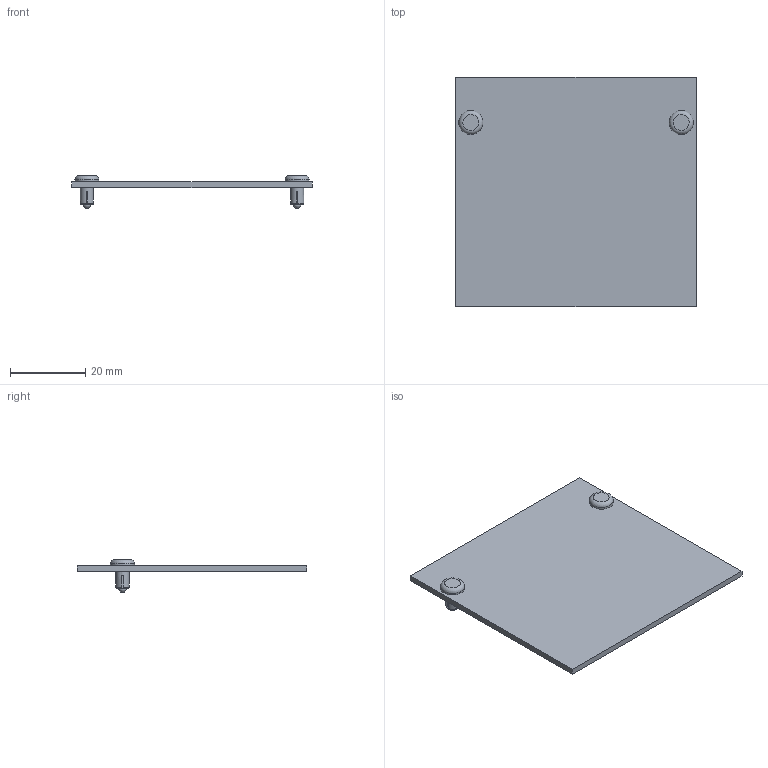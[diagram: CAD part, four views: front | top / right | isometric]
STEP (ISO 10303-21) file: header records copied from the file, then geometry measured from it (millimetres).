
FILE_DESCRIPTION(('Open CASCADE Model'),'2;1');
FILE_NAME('Open CASCADE Shape Model','2020-10-10T14:57:03',('Author'),( 'Open CASCADE'),'Open CASCADE STEP processor 6.8','Open CASCADE 6.8' ,'Unknown');
FILE_SCHEMA(('AUTOMOTIVE_DESIGN { 1 0 10303 214 1 1 1 1 }'));
Length unit declared in the file: millimetre
Products named in the file (5): PCB; Board; Open CASCADE STEP translator 6.8 2.1.1; Free-Models; keystone-PN3444_key-inserted_RGB4408131
Assembly tree (5 placements, depth 3):
  PCB
    Board
      Open CASCADE STEP translator 6.8 2.1.1
    Free-Models
      keystone-PN3444_key-inserted_RGB4408131  x2
Bounding box: 64 x 61 x 8.71 mm (x, y, z)
Volume: 6424.7 mm3; surface area: 8809.3 mm2
Topology: 5 solids, 5 shells, 74 faces, 208 edges, 146 vertices
Faces by surface type: plane 48, torus 12, cylinder 10, sphere 2, cone 2
Full cylindrical faces by diameter (mm): 1.93 x4, 3.505 x2, 4.978 x2, 6.401 x2
Entity records: 2091 total; most frequent: CARTESIAN_POINT 592, DIRECTION 240, ORIENTED_EDGE 218, EDGE_CURVE 109, AXIS2_PLACEMENT_3D 95, VERTEX_POINT 77, LINE 50, VECTOR 50
